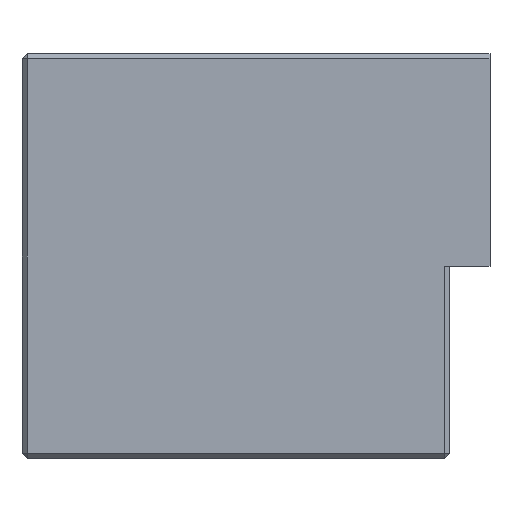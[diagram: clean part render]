
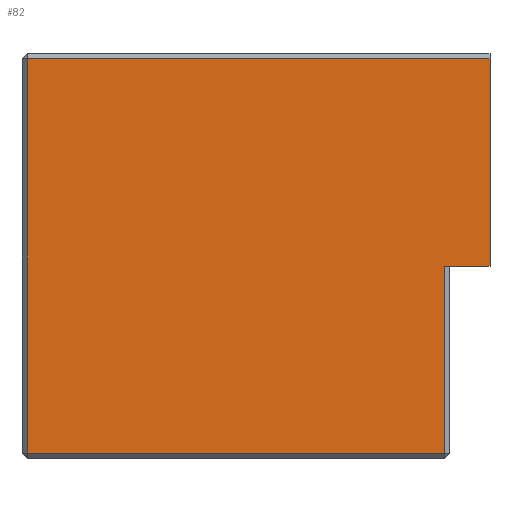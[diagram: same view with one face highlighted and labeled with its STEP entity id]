
A CAD part, left-side view. The second image highlights one B-rep face of the part: STEP entity #82.
In plain terms, the highlighted planar face has unit normal (-1, 0, 0).
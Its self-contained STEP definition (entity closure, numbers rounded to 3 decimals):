
#82 = ADVANCED_FACE( '', ( #163 ), #164, .T. );
#163 = FACE_OUTER_BOUND( '', #337, .T. );
#164 = PLANE( '', #338 );
#337 = EDGE_LOOP( '', ( #557, #558, #559, #560, #561, #562 ) );
#338 = AXIS2_PLACEMENT_3D( '', #563, #564, #565 );
#557 = ORIENTED_EDGE( '', *, *, #930, .T. );
#558 = ORIENTED_EDGE( '', *, *, #909, .F. );
#559 = ORIENTED_EDGE( '', *, *, #898, .F. );
#560 = ORIENTED_EDGE( '', *, *, #929, .T. );
#561 = ORIENTED_EDGE( '', *, *, #931, .T. );
#562 = ORIENTED_EDGE( '', *, *, #932, .T. );
#563 = CARTESIAN_POINT( '', ( -44., -82.5, 0. ) );
#564 = DIRECTION( '', ( -1., 0., 0. ) );
#565 = DIRECTION( '', ( 0., -1., 0. ) );
#898 = EDGE_CURVE( '', #1002, #1004, #1005, .T. );
#909 = EDGE_CURVE( '', #1004, #1024, #1025, .T. );
#929 = EDGE_CURVE( '', #1002, #1058, #1060, .T. );
#930 = EDGE_CURVE( '', #1061, #1024, #1062, .T. );
#931 = EDGE_CURVE( '', #1058, #1063, #1064, .T. );
#932 = EDGE_CURVE( '', #1063, #1061, #1065, .T. );
#1002 = VERTEX_POINT( '', #1178 );
#1004 = VERTEX_POINT( '', #1181 );
#1005 = LINE( '', #1182, #1183 );
#1024 = VERTEX_POINT( '', #1212 );
#1025 = LINE( '', #1213, #1214 );
#1058 = VERTEX_POINT( '', #1259 );
#1060 = LINE( '', #1262, #1263 );
#1061 = VERTEX_POINT( '', #1264 );
#1062 = LINE( '', #1265, #1266 );
#1063 = VERTEX_POINT( '', #1267 );
#1064 = LINE( '', #1268, #1269 );
#1065 = LINE( '', #1270, #1271 );
#1178 = CARTESIAN_POINT( '', ( -44., -92.5, 79. ) );
#1181 = CARTESIAN_POINT( '', ( -44., -92.5, 38. ) );
#1182 = CARTESIAN_POINT( '', ( -44., -92.5, 80. ) );
#1183 = VECTOR( '', #1414, 1000. );
#1212 = CARTESIAN_POINT( '', ( -44., -83.5, 38. ) );
#1213 = CARTESIAN_POINT( '', ( -44., -92.5, 38. ) );
#1214 = VECTOR( '', #1425, 1000. );
#1259 = CARTESIAN_POINT( '', ( -44., -1., 79. ) );
#1262 = CARTESIAN_POINT( '', ( -44., 0., 79. ) );
#1263 = VECTOR( '', #1457, 1000. );
#1264 = CARTESIAN_POINT( '', ( -44., -83.5, 1. ) );
#1265 = CARTESIAN_POINT( '', ( -44., -83.5, 38. ) );
#1266 = VECTOR( '', #1458, 1000. );
#1267 = CARTESIAN_POINT( '', ( -44., -1., 1. ) );
#1268 = CARTESIAN_POINT( '', ( -44., -1., 0. ) );
#1269 = VECTOR( '', #1459, 1000. );
#1270 = CARTESIAN_POINT( '', ( -44., -84.5, 1. ) );
#1271 = VECTOR( '', #1460, 1000. );
#1414 = DIRECTION( '', ( 0., 0., -1. ) );
#1425 = DIRECTION( '', ( 0., 1., 0. ) );
#1457 = DIRECTION( '', ( 0., 1., 0. ) );
#1458 = DIRECTION( '', ( 0., 0., 1. ) );
#1459 = DIRECTION( '', ( 0., 0., -1. ) );
#1460 = DIRECTION( '', ( 0., -1., 0. ) );
